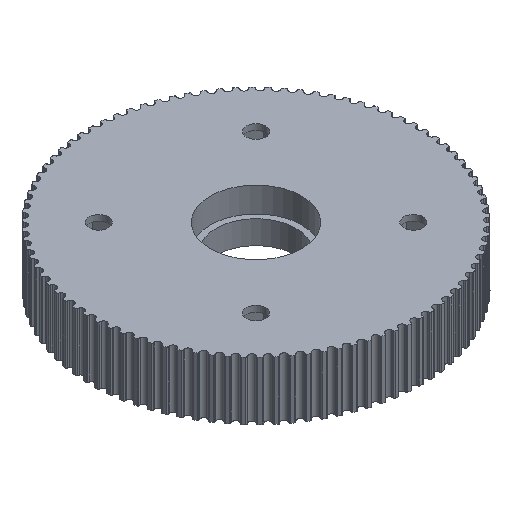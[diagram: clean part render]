
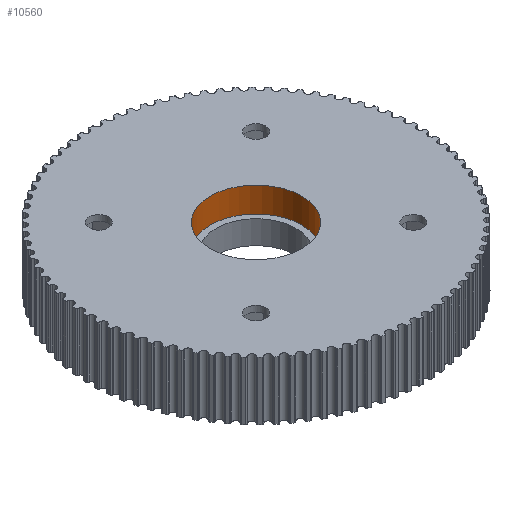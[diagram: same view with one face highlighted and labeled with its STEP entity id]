
A CAD part, isometric view. The second image highlights one B-rep face of the part: STEP entity #10560.
In plain terms, the highlighted cylindrical face has radius 7.85 mm (diameter 15.7 mm), a full revolution.
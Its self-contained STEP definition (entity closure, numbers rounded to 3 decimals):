
#79=FACE_OUTER_BOUND('',#667,.T.);
#667=EDGE_LOOP('',(#6530,#6531,#6532,#6533));
#1262=LINE('',#16888,#1887);
#1887=VECTOR('',#12874,7.85);
#2514=CIRCLE('',#11164,7.85);
#2515=CIRCLE('',#11166,7.85);
#3622=VERTEX_POINT('',#16884);
#3623=VERTEX_POINT('',#16887);
#4784=EDGE_CURVE('',#3622,#3622,#2514,.T.);
#4785=EDGE_CURVE('',#3622,#3623,#1262,.T.);
#4786=EDGE_CURVE('',#3623,#3623,#2515,.T.);
#6530=ORIENTED_EDGE('',*,*,#4784,.T.);
#6531=ORIENTED_EDGE('',*,*,#4785,.T.);
#6532=ORIENTED_EDGE('',*,*,#4786,.F.);
#6533=ORIENTED_EDGE('',*,*,#4785,.F.);
#10007=CYLINDRICAL_SURFACE('',#11165,7.85);
#10560=ADVANCED_FACE('',(#79),#10007,.F.);
#11164=AXIS2_PLACEMENT_3D('',#16885,#12870,#12871);
#11165=AXIS2_PLACEMENT_3D('',#16886,#12872,#12873);
#11166=AXIS2_PLACEMENT_3D('',#16889,#12875,#12876);
#12870=DIRECTION('center_axis',(0.,0.,
-1.));
#12871=DIRECTION('ref_axis',(0.,1.,0.));
#12872=DIRECTION('center_axis',(0.,0.,
1.));
#12873=DIRECTION('ref_axis',(-1.,0.,0.));
#12874=DIRECTION('',(0.,0.,1.));
#12875=DIRECTION('center_axis',(0.,0.,
-1.));
#12876=DIRECTION('ref_axis',(0.,1.,0.));
#16884=CARTESIAN_POINT('',(7.85,0.,4.));
#16885=CARTESIAN_POINT('Origin',(0.,0.,4.));
#16886=CARTESIAN_POINT('Origin',(0.,0.,-1.7));
#16887=CARTESIAN_POINT('',(7.85,0.,8.3));
#16888=CARTESIAN_POINT('',(7.85,0.,-1.7));
#16889=CARTESIAN_POINT('Origin',(0.,0.,8.3));
